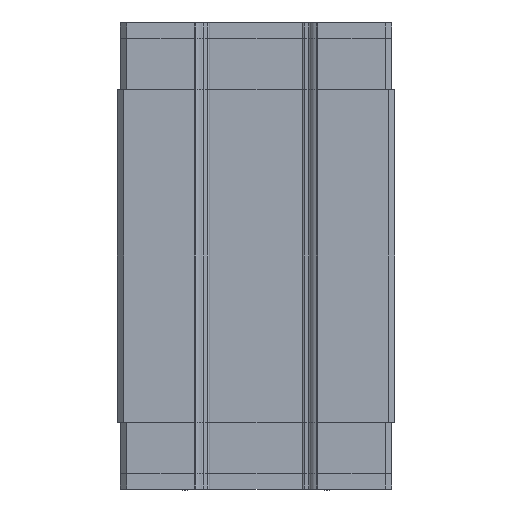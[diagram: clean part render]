
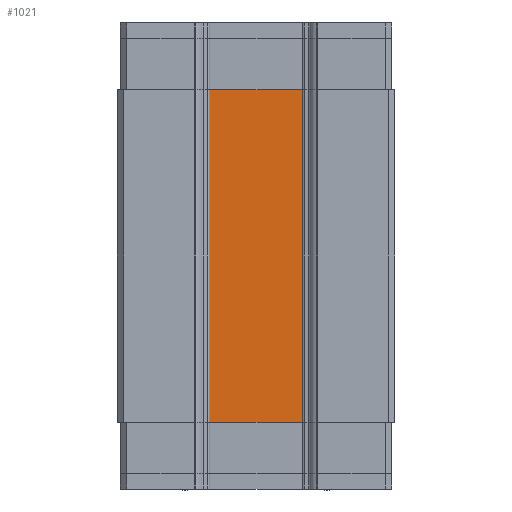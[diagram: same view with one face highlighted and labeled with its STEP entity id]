
A CAD part, front view. The second image highlights one B-rep face of the part: STEP entity #1021.
In plain terms, the highlighted planar face has unit normal (0, -1, 0).
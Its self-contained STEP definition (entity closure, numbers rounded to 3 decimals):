
#995 = VERTEX_POINT('',#996);
#996 = CARTESIAN_POINT('',(-5.5,2.5,-16.2));
#1002 = EDGE_CURVE('',#1003,#995,#1005,.T.);
#1003 = VERTEX_POINT('',#1004);
#1004 = CARTESIAN_POINT('',(-5.5,2.5,16.2));
#1005 = LINE('',#1006,#1007);
#1006 = CARTESIAN_POINT('',(-5.5,2.5,16.2));
#1007 = VECTOR('',#1008,1.);
#1008 = DIRECTION('',(-0.,-0.,-1.));
#1021 = ADVANCED_FACE('',(#1022),#1047,.F.);
#1022 = FACE_BOUND('',#1023,.T.);
#1023 = EDGE_LOOP('',(#1024,#1032,#1040,#1046));
#1024 = ORIENTED_EDGE('',*,*,#1025,.T.);
#1025 = EDGE_CURVE('',#995,#1026,#1028,.T.);
#1026 = VERTEX_POINT('',#1027);
#1027 = CARTESIAN_POINT('',(5.5,2.5,-16.2));
#1028 = LINE('',#1029,#1030);
#1029 = CARTESIAN_POINT('',(-5.5,2.5,-16.2));
#1030 = VECTOR('',#1031,1.);
#1031 = DIRECTION('',(1.,0.,0.));
#1032 = ORIENTED_EDGE('',*,*,#1033,.F.);
#1033 = EDGE_CURVE('',#1034,#1026,#1036,.T.);
#1034 = VERTEX_POINT('',#1035);
#1035 = CARTESIAN_POINT('',(5.5,2.5,16.2));
#1036 = LINE('',#1037,#1038);
#1037 = CARTESIAN_POINT('',(5.5,2.5,16.2));
#1038 = VECTOR('',#1039,1.);
#1039 = DIRECTION('',(-0.,-0.,-1.));
#1040 = ORIENTED_EDGE('',*,*,#1041,.F.);
#1041 = EDGE_CURVE('',#1003,#1034,#1042,.T.);
#1042 = LINE('',#1043,#1044);
#1043 = CARTESIAN_POINT('',(-5.5,2.5,16.2));
#1044 = VECTOR('',#1045,1.);
#1045 = DIRECTION('',(1.,0.,0.));
#1046 = ORIENTED_EDGE('',*,*,#1002,.T.);
#1047 = PLANE('',#1048);
#1048 = AXIS2_PLACEMENT_3D('',#1049,#1050,#1051);
#1049 = CARTESIAN_POINT('',(-5.5,2.5,16.2));
#1050 = DIRECTION('',(0.,1.,0.));
#1051 = DIRECTION('',(-1.,0.,0.));
